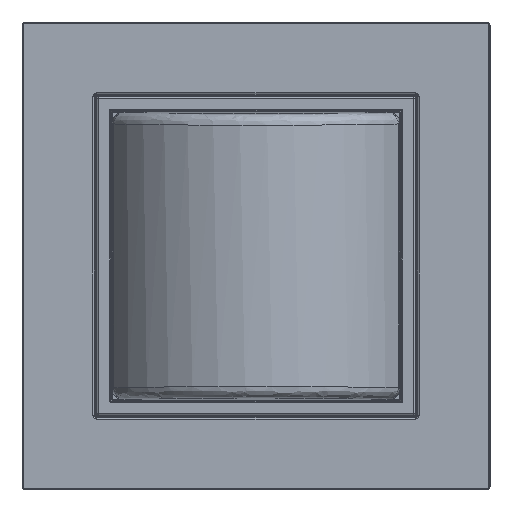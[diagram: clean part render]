
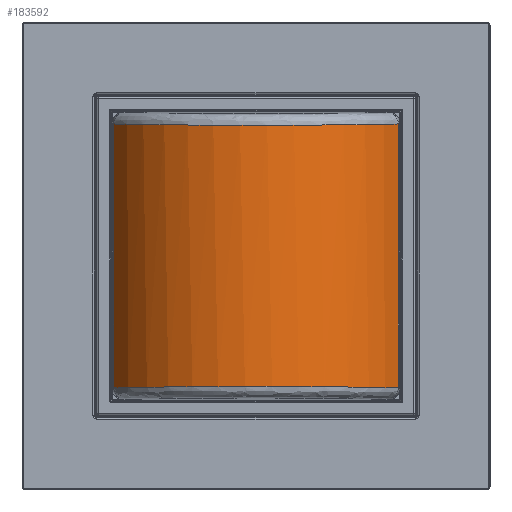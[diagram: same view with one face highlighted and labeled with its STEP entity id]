
A CAD part, top view. The second image highlights one B-rep face of the part: STEP entity #183592.
In plain terms, the highlighted cylindrical face has radius 28 mm (diameter 56 mm), a partial arc.
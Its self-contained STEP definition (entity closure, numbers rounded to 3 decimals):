
#172164=DIRECTION('',(0.,1.,0.));
#172165=VECTOR('',#172164,45.98);
#172166=CARTESIAN_POINT('',(24.759,-22.99,
4.349));
#172167=LINE('8038',#172166,#172165);
#172168=CARTESIAN_POINT('',(-24.759,-22.99,
4.349));
#172169=CARTESIAN_POINT('',(-23.583,-22.954,
6.593));
#172170=CARTESIAN_POINT('',(-20.598,-22.887,
10.738));
#172171=CARTESIAN_POINT('',(-14.634,-22.809,
15.549));
#172172=CARTESIAN_POINT('',(-7.594,-22.759,
18.581));
#172173=CARTESIAN_POINT('',(0.,-22.743,
19.617));
#172174=CARTESIAN_POINT('',(7.594,-22.759,
18.581));
#172175=CARTESIAN_POINT('',(14.633,-22.809,
15.549));
#172176=CARTESIAN_POINT('',(20.598,-22.887,
10.738));
#172177=CARTESIAN_POINT('',(23.583,-22.954,
6.593));
#172178=CARTESIAN_POINT('',(24.759,-22.99,
4.349));
#172180=DIRECTION('',(0.,-1.,0.));
#172181=VECTOR('',#172180,45.98);
#172182=CARTESIAN_POINT('',(-24.759,22.99,
4.349));
#172183=LINE('8034',#172182,#172181);
#172184=CARTESIAN_POINT('',(24.759,22.99,
4.349));
#172185=CARTESIAN_POINT('',(23.583,22.954,
6.593));
#172186=CARTESIAN_POINT('',(20.599,22.887,
10.738));
#172187=CARTESIAN_POINT('',(14.634,22.809,
15.549));
#172188=CARTESIAN_POINT('',(7.594,22.759,
18.581));
#172189=CARTESIAN_POINT('',(0.,22.743,
19.617));
#172190=CARTESIAN_POINT('',(-7.594,22.759,
18.581));
#172191=CARTESIAN_POINT('',(-14.634,22.809,
15.549));
#172192=CARTESIAN_POINT('',(-20.598,22.887,
10.738));
#172193=CARTESIAN_POINT('',(-23.583,22.954,
6.593));
#172194=CARTESIAN_POINT('',(-24.759,22.99,
4.349));
#172213=VERTEX_POINT('',#172184);
#172214=VERTEX_POINT('',#172194);
#172219=CARTESIAN_POINT('',(-24.759,-22.99,
4.349));
#172220=VERTEX_POINT('',#172219);
#172222=VERTEX_POINT('',#172178);
#183581=CARTESIAN_POINT('',(0.,0.,-8.728));
#183582=DIRECTION('',(0.,1.,0.));
#183583=DIRECTION('',(-0.9,0.,0.437));
#183584=AXIS2_PLACEMENT_3D('',#183581,#183582,#183583);
#183585=CYLINDRICAL_SURFACE('9524',#183584,28.);
#183586=ORIENTED_EDGE('8038',*,*,#174051,.F.);
#183587=ORIENTED_EDGE('8037',*,*,#174153,.F.);
#183588=ORIENTED_EDGE('8034',*,*,#174181,.F.);
#183589=ORIENTED_EDGE('8031',*,*,#174282,.F.);
#183590=EDGE_LOOP('9524',(#183586,#183587,#183588,#183589));
#183591=FACE_OUTER_BOUND('9524',#183590,.F.);
#183592=ADVANCED_FACE('9524',(#183591),#183585,.T.);
#172179=B_SPLINE_CURVE_WITH_KNOTS('8037',3,(#172168,#172169,#172170,#172171,
#172172,#172173,#172174,#172175,#172176,#172177,#172178),.UNSPECIFIED.,.F.,.F.,(
4,1,1,1,1,1,1,1,4),(0.,0.125,0.25,0.375,0.5,0.625,0.75,0.875,
1.),.UNSPECIFIED.);
#172195=B_SPLINE_CURVE_WITH_KNOTS('8031',3,(#172184,#172185,#172186,#172187,
#172188,#172189,#172190,#172191,#172192,#172193,#172194),.UNSPECIFIED.,.F.,.F.,(
4,1,1,1,1,1,1,1,4),(0.,0.125,0.25,0.375,0.5,0.625,0.75,0.875,
1.),.UNSPECIFIED.);
#174051=EDGE_CURVE('8038',#172222,#172213,#172167,.T.);
#174153=EDGE_CURVE('8037',#172220,#172222,#172179,.T.);
#174181=EDGE_CURVE('8034',#172214,#172220,#172183,.T.);
#174282=EDGE_CURVE('8031',#172213,#172214,#172195,.T.);
